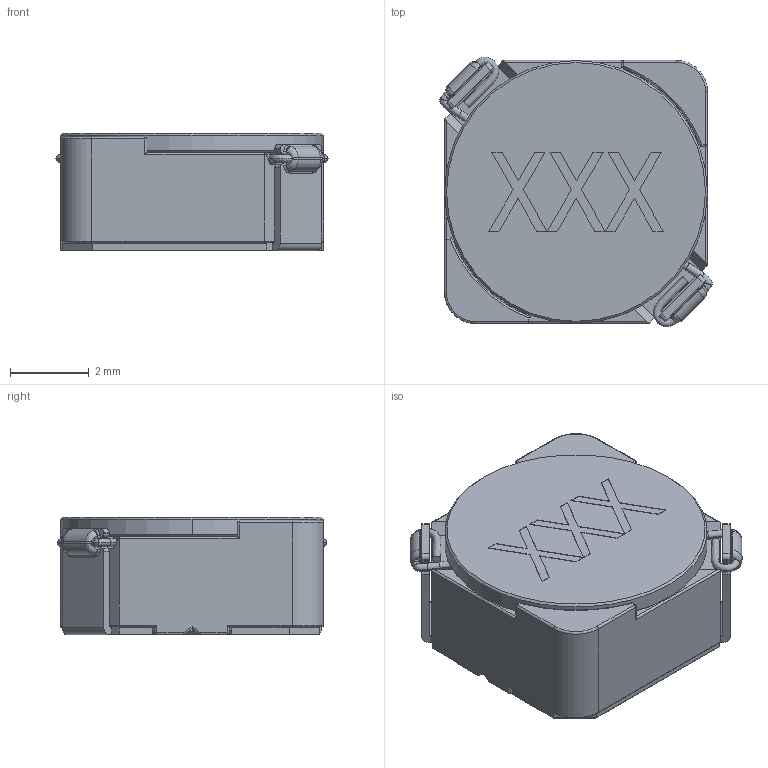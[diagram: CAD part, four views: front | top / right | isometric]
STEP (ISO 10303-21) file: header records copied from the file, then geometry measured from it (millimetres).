
FILE_DESCRIPTION (( 'STEP AP214' ), '1' );
FILE_NAME ('BF9AD457-4891-467B-BDC9-9A37439AFE3B.STEP', '2024-11-05T10:43:49', ( '' ), ( '' ), 'SwSTEP 2.0', 'SolidWorks 2022', '' );
FILE_SCHEMA (( 'AUTOMOTIVE_DESIGN' ));
Length unit declared in the file: millimetre
Products named in the file (1): BF9AD457-4891-467B-BDC9-9A37439AFE3B
Bounding box: 6.93 x 6.86 x 3 mm (x, y, z)
Volume: 103.9 mm3; surface area: 325.6 mm2
Topology: 4 solids, 4 shells, 321 faces, 817 edges, 501 vertices
Faces by surface type: plane 129, cylinder 111, bspline 63, torus 7, cone 6, sphere 5
Entity records: 14171 total; most frequent: CARTESIAN_POINT 5882, ORIENTED_EDGE 1624, DIRECTION 1336, EDGE_CURVE 812, VERTEX_POINT 501, AXIS2_PLACEMENT_3D 454, VECTOR 428, LINE 428
